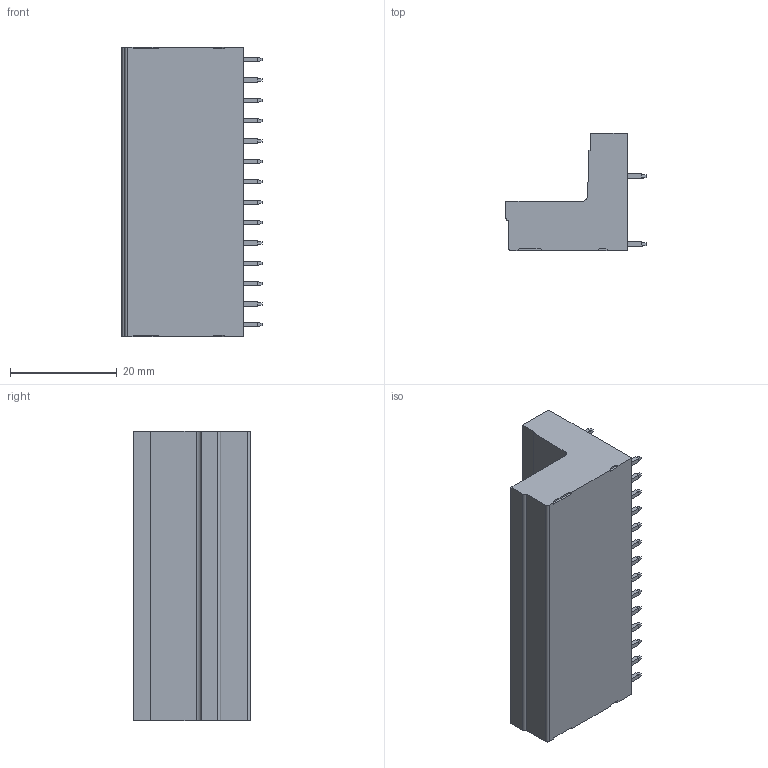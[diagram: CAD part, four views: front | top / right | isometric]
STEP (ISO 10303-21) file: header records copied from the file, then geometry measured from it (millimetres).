
FILE_DESCRIPTION((''),'2;1');
FILE_NAME('TLPHDC-105R-1','2024-09-23T16:05:35',('sheji109'),(''),'CREO PARAMETRIC BY PTC INC, 2018100','CREO PARAMETRIC BY PTC INC, 2018100','');
FILE_SCHEMA(('CONFIG_CONTROL_DESIGN'));
Products named in the file (1): TLPHDC-105R-1
Bounding box: 26.2 x 21.9 x 54.13 mm (x, y, z)
Volume: 12507.2 mm3; surface area: 13400 mm2
Topology: 1 solids, 1 shells, 2367 faces, 6458 edges, 4150 vertices
Faces by surface type: plane 1916, cylinder 409, cone 28, sphere 14
Entity records: 73813 total; most frequent: CARTESIAN_POINT 13580, ORIENTED_EDGE 12888, DIRECTION 11925, EDGE_CURVE 6444, VECTOR 5415, LINE 5415, VERTEX_POINT 4150, AXIS2_PLACEMENT_3D 3255
